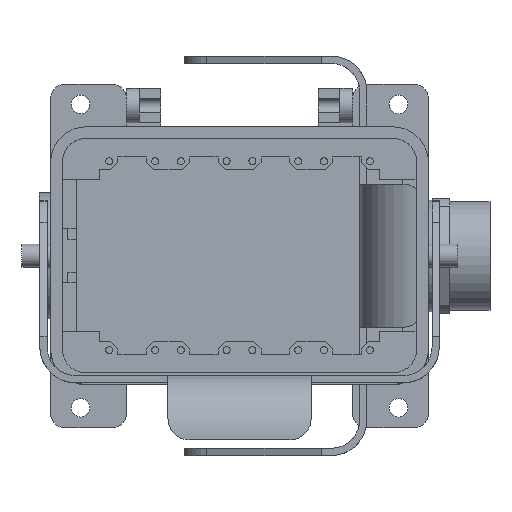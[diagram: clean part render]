
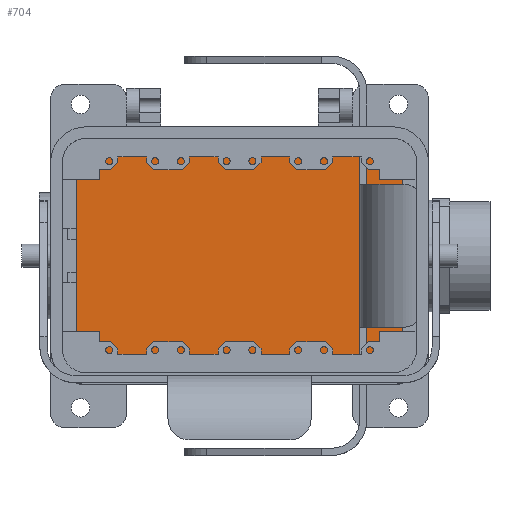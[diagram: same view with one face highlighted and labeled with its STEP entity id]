
A CAD part, top view. The second image highlights one B-rep face of the part: STEP entity #704.
In plain terms, the highlighted planar face has unit normal (0, 0, 1).
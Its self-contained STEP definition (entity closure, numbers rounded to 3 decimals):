
#704 = ADVANCED_FACE( '', ( #1529 ), #1530, .T. );
#1529 = FACE_OUTER_BOUND( '', #2435, .T. );
#1530 = PLANE( '', #2436 );
#2435 = EDGE_LOOP( '', ( #4513, #4514, #4515, #4516, #4517, #4518, #4519, #4520 ) );
#2436 = AXIS2_PLACEMENT_3D( '', #4521, #4522, #4523 );
#4513 = ORIENTED_EDGE( '', *, *, #6027, .T. );
#4514 = ORIENTED_EDGE( '', *, *, #6028, .F. );
#4515 = ORIENTED_EDGE( '', *, *, #5353, .F. );
#4516 = ORIENTED_EDGE( '', *, *, #5249, .T. );
#4517 = ORIENTED_EDGE( '', *, *, #5827, .F. );
#4518 = ORIENTED_EDGE( '', *, *, #5946, .F. );
#4519 = ORIENTED_EDGE( '', *, *, #6015, .T. );
#4520 = ORIENTED_EDGE( '', *, *, #6029, .T. );
#4521 = CARTESIAN_POINT( '', ( 0., 41., 5. ) );
#4522 = DIRECTION( '', ( 0., 0., 1. ) );
#4523 = DIRECTION( '', ( 1., 0., 0. ) );
#5249 = EDGE_CURVE( '', #6309, #6307, #6310, .T. );
#5353 = EDGE_CURVE( '', #6309, #6489, #6490, .T. );
#5827 = EDGE_CURVE( '', #7233, #6307, #7234, .T. );
#5946 = EDGE_CURVE( '', #7389, #7233, #7391, .T. );
#6015 = EDGE_CURVE( '', #7389, #7478, #7480, .T. );
#6027 = EDGE_CURVE( '', #7492, #7493, #7494, .T. );
#6028 = EDGE_CURVE( '', #6489, #7493, #7495, .T. );
#6029 = EDGE_CURVE( '', #7478, #7492, #7496, .T. );
#6307 = VERTEX_POINT( '', #7838 );
#6309 = VERTEX_POINT( '', #7841 );
#6310 = CIRCLE( '', #7842, 8.5 );
#6489 = VERTEX_POINT( '', #8092 );
#6490 = LINE( '', #8093, #8094 );
#7233 = VERTEX_POINT( '', #9250 );
#7234 = LINE( '', #9251, #9252 );
#7389 = VERTEX_POINT( '', #9469 );
#7391 = CIRCLE( '', #9472, 8.5 );
#7478 = VERTEX_POINT( '', #9581 );
#7480 = LINE( '', #9584, #9585 );
#7492 = VERTEX_POINT( '', #9602 );
#7493 = VERTEX_POINT( '', #9603 );
#7494 = LINE( '', #9604, #9605 );
#7495 = CIRCLE( '', #9606, 8.5 );
#7496 = CIRCLE( '', #9607, 8.5 );
#7838 = CARTESIAN_POINT( '', ( 57., -40.246, 5. ) );
#7841 = CARTESIAN_POINT( '', ( 53.5, -41., 5. ) );
#7842 = AXIS2_PLACEMENT_3D( '', #9896, #9897, #9898 );
#8092 = CARTESIAN_POINT( '', ( -53.5, -41., 5. ) );
#8093 = CARTESIAN_POINT( '', ( -49., -41., 5. ) );
#8094 = VECTOR( '', #10003, 1000. );
#9250 = CARTESIAN_POINT( '', ( 57., 40.246, 5. ) );
#9251 = CARTESIAN_POINT( '', ( 57., 28., 5. ) );
#9252 = VECTOR( '', #10544, 1000. );
#9469 = CARTESIAN_POINT( '', ( 53.5, 41., 5. ) );
#9472 = AXIS2_PLACEMENT_3D( '', #10659, #10660, #10661 );
#9581 = CARTESIAN_POINT( '', ( -53.5, 41., 5. ) );
#9584 = CARTESIAN_POINT( '', ( -49., 41., 5. ) );
#9585 = VECTOR( '', #10748, 1000. );
#9602 = CARTESIAN_POINT( '', ( -57., 40.246, 5. ) );
#9603 = CARTESIAN_POINT( '', ( -57., -40.246, 5. ) );
#9604 = CARTESIAN_POINT( '', ( -57., 28., 5. ) );
#9605 = VECTOR( '', #10757, 1000. );
#9606 = AXIS2_PLACEMENT_3D( '', #10758, #10759, #10760 );
#9607 = AXIS2_PLACEMENT_3D( '', #10761, #10762, #10763 );
#9896 = CARTESIAN_POINT( '', ( 53.5, -32.5, 5. ) );
#9897 = DIRECTION( '', ( 0., 0., 1. ) );
#9898 = DIRECTION( '', ( -1., 0., 0. ) );
#10003 = DIRECTION( '', ( -1., 0., 0. ) );
#10544 = DIRECTION( '', ( 0., -1., 0. ) );
#10659 = CARTESIAN_POINT( '', ( 53.5, 32.5, 5. ) );
#10660 = DIRECTION( '', ( 0., 0., -1. ) );
#10661 = DIRECTION( '', ( -1., 0., 0. ) );
#10748 = DIRECTION( '', ( -1., 0., 0. ) );
#10757 = DIRECTION( '', ( 0., -1., 0. ) );
#10758 = CARTESIAN_POINT( '', ( -53.5, -32.5, 5. ) );
#10759 = DIRECTION( '', ( 0., 0., -1. ) );
#10760 = DIRECTION( '', ( 1., 0., 0. ) );
#10761 = CARTESIAN_POINT( '', ( -53.5, 32.5, 5. ) );
#10762 = DIRECTION( '', ( 0., 0., 1. ) );
#10763 = DIRECTION( '', ( 1., 0., 0. ) );
